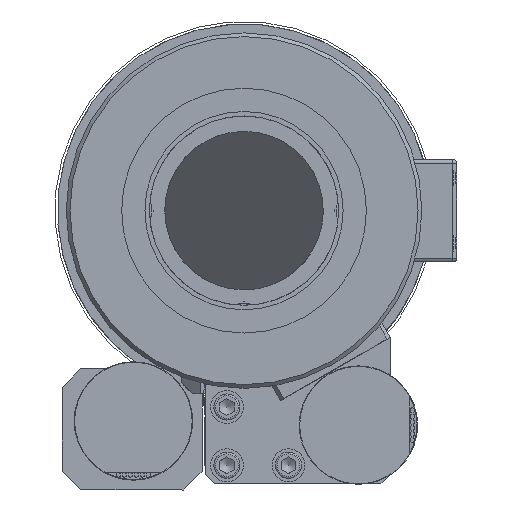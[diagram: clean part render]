
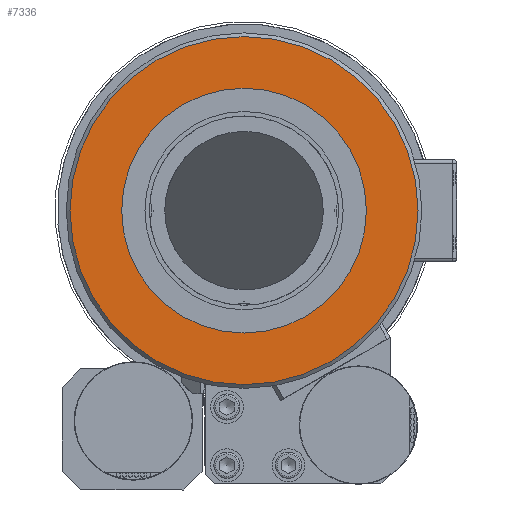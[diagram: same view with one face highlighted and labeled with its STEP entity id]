
A CAD part, front view. The second image highlights one B-rep face of the part: STEP entity #7336.
In plain terms, the highlighted face is planar.
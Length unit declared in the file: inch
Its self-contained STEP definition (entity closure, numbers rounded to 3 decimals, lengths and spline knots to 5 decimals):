
#7305=CARTESIAN_POINT('',(0.67903,0.933,0.));
#7306=VERTEX_POINT('',#7305);
#7307=CARTESIAN_POINT('',(0.67903,0.0,0.0));
#7308=DIRECTION('',(-1.0,0.0,0.0));
#7309=DIRECTION('',(0.0,-1.0,0.0));
#7310=AXIS2_PLACEMENT_3D('',#7307,#7308,#7309);
#7311=CIRCLE('',#7310,0.933);
#7312=EDGE_CURVE('',#7306,#7306,#7311,.T.);
#7317=CARTESIAN_POINT('',(0.67903,0.77557,0.0));
#7318=DIRECTION('',(1.0,0.0,0.0));
#7319=DIRECTION('',(0.0,0.0,-1.0));
#7320=AXIS2_PLACEMENT_3D('',#7317,#7318,#7319);
#7321=PLANE('',#7320);
#7322=ORIENTED_EDGE('',*,*,#7312,.F.);
#7323=EDGE_LOOP('',(#7322));
#7324=FACE_OUTER_BOUND('',#7323,.T.);
#7325=CARTESIAN_POINT('',(0.67903,0.59813,0.0));
#7326=VERTEX_POINT('',#7325);
#7327=CARTESIAN_POINT('',(0.67903,0.0,0.0));
#7328=DIRECTION('',(1.0,0.0,0.0));
#7329=DIRECTION('',(0.0,1.0,0.0));
#7330=AXIS2_PLACEMENT_3D('',#7327,#7328,#7329);
#7331=CIRCLE('',#7330,0.59813);
#7332=EDGE_CURVE('',#7326,#7326,#7331,.T.);
#7333=ORIENTED_EDGE('',*,*,#7332,.F.);
#7334=EDGE_LOOP('',(#7333));
#7335=FACE_BOUND('',#7334,.T.);
#7336=ADVANCED_FACE('',(#7324,#7335),#7321,.T.);
